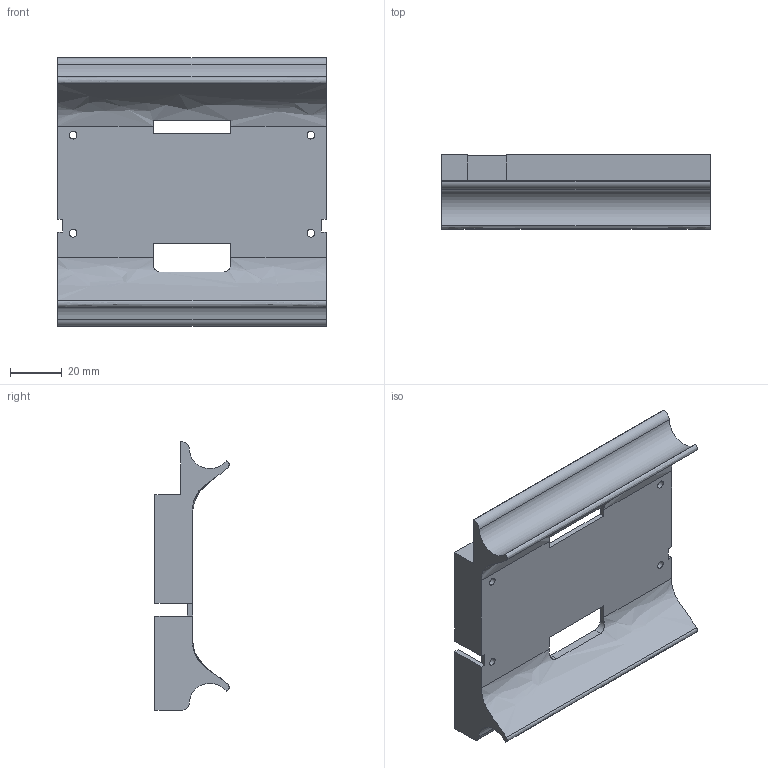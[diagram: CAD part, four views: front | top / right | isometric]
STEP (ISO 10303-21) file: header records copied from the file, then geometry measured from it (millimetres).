
FILE_DESCRIPTION(/* description */ (''),/* implementation_level */ '2;1');
FILE_NAME(/* name */ 'JetsonNano MountKit v8.step',/* time_stamp */ '2024-03-18T14:44:27+08:00',/* author */ (''),/* organization */ (''),/* preprocessor_version */ 'ST-DEVELOPER v20',/* originating_system */ 'Autodesk Translation Framework v12.20.1.177',/* authorisation */ '');
FILE_SCHEMA (('AUTOMOTIVE_DESIGN { 1 0 10303 214 3 1 1 }'));
Length unit declared in the file: millimetre
Products named in the file (1): JetsonNano MountKit
Bounding box: 104 x 28.69 x 104 mm (x, y, z)
Volume: 51579.6 mm3; surface area: 36009.6 mm2
Topology: 1 solids, 1 shells, 66 faces, 170 edges, 112 vertices
Faces by surface type: plane 44, cylinder 18, bspline 4
Full cylindrical faces by diameter (mm): 2.4 x4, 3 x4, 5 x4
Entity records: 2224 total; most frequent: CARTESIAN_POINT 585, ORIENTED_EDGE 340, DIRECTION 312, EDGE_CURVE 170, LINE 118, VECTOR 118, VERTEX_POINT 112, AXIS2_PLACEMENT_3D 97
